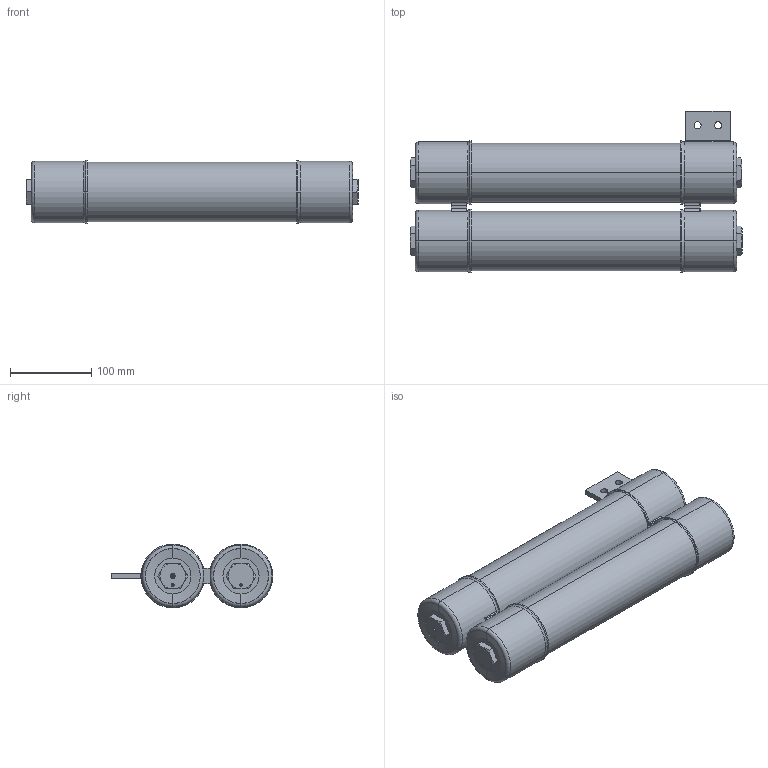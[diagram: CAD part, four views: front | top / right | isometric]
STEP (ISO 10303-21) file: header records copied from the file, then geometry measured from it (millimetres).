
FILE_DESCRIPTION (( 'STEP AP214' ), '1' );
FILE_NAME ('24124.STEP', '2024-06-11T19:30:47', ( '' ), ( '' ), 'SwSTEP 2.0', 'SolidWorks 2021', '' );
FILE_SCHEMA (( 'AUTOMOTIVE_DESIGN' ));
Length unit declared in the file: inch
Products named in the file (29): 330067_-001; 150E RTV SEALER^340012; Copy of 979103557^360032; 11379; 130009_-007; 35980_35980; 24124; Copy of 979103557^360034; 360034_-001; 340012_-001 SET; 170011; 13683_11378; 360014_-001; 19909_19909; 919509943^360034; 210008_-001; 11688; Copy of 919509943^360032; Copy of 919509943^360034; 360032_-001; 979103557^360034; 330067_DEFAULT; 23602_23602; 11378_CRIMPED; 9399_9399; 35898_35898
Assembly tree (31 placements, depth 3):
  24124
    360014_-001  x2
      130009_-007
      23602_23602
    340012_-001 SET
      11378_CRIMPED
      210008_-001
      150E RTV SEALER^340012
    360034_-001
      330067_DEFAULT
      19909_19909
      19909_19909
      170011
      979103557^360034
      919509943^360034
      Copy of 979103557^360034
      Copy of 919509943^360034
    360032_-001
      330067_-001
      19909_19909
      19909_19909
      Copy of 919509943^360032
      Copy of 979103557^360032
    13683_11378
    35980_35980
    35898_35898
    11688  x2
    11379  x2
    9399_9399
Bounding box: 409.7 x 199.67 x 78.74 mm (x, y, z)
Volume: 718604.8 mm3; surface area: 537617.9 mm2
Topology: 32 solids, 32 shells, 827 faces, 2138 edges, 1375 vertices
Faces by surface type: cylinder 295, plane 239, cone 93, bspline 88, torus 66, sphere 46
Entity records: 28048 total; most frequent: CARTESIAN_POINT 9363, ORIENTED_EDGE 3452, DIRECTION 3268, EDGE_CURVE 1726, AXIS2_PLACEMENT_3D 1341, VERTEX_POINT 1108, EDGE_LOOP 732, CIRCLE 692
